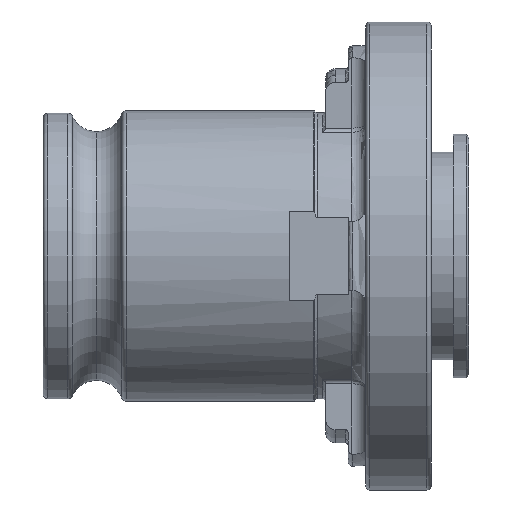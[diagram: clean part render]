
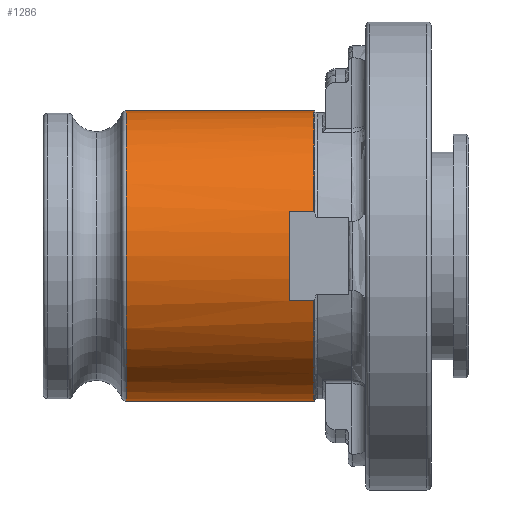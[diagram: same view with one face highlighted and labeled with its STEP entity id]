
A CAD part, front view. The second image highlights one B-rep face of the part: STEP entity #1286.
In plain terms, the highlighted cylindrical face has radius 15.5 mm (diameter 31 mm), a partial arc.
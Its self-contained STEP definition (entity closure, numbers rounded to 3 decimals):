
#355 = EDGE_CURVE ( 'NONE', #1857, #1947, #2035, .T. ) ;
#356 = EDGE_CURVE ( 'NONE', #1942, #1947, #2036, .T. ) ;
#357 = EDGE_CURVE ( 'NONE', #1939, #1942, #2024, .T. ) ;
#358 = EDGE_CURVE ( 'NONE', #1853, #1939, #2033, .T. ) ;
#359 = EDGE_CURVE ( 'NONE', #1831, #1820, #2039, .T. ) ;
#483 = AXIS2_PLACEMENT_3D ( 'NONE', #2627, #2628, #2629 ) ;
#484 = AXIS2_PLACEMENT_3D ( 'NONE', #2632, #2633, #2634 ) ;
#485 = AXIS2_PLACEMENT_3D ( 'NONE', #2638, #2639, #2640 ) ;
#589 = AXIS2_PLACEMENT_3D ( 'NONE', #3262, #3263, #3264 ) ;
#615 = AXIS2_PLACEMENT_3D ( 'NONE', #3432, #3422, #3416 ) ;
#857 = EDGE_CURVE ( 'NONE', #1853, #1856, #2279, .T. ) ;
#860 = EDGE_CURVE ( 'NONE', #1857, #1831, #2283, .T. ) ;
#861 = EDGE_CURVE ( 'NONE', #1856, #1820, #2282, .T. ) ;
#963 = EDGE_LOOP ( 'NONE', ( #1214, #1213, #1212, #1211, #1210, #1058, #1057, #1056 ) ) ;
#1056 = ORIENTED_EDGE ( 'NONE', *, *, #359, .F. ) ;
#1057 = ORIENTED_EDGE ( 'NONE', *, *, #861, .T. ) ;
#1058 = ORIENTED_EDGE ( 'NONE', *, *, #857, .T. ) ;
#1210 = ORIENTED_EDGE ( 'NONE', *, *, #358, .F. ) ;
#1211 = ORIENTED_EDGE ( 'NONE', *, *, #357, .F. ) ;
#1212 = ORIENTED_EDGE ( 'NONE', *, *, #356, .F. ) ;
#1213 = ORIENTED_EDGE ( 'NONE', *, *, #355, .T. ) ;
#1214 = ORIENTED_EDGE ( 'NONE', *, *, #860, .F. ) ;
#1286 = ADVANCED_FACE ( 'NONE', ( #2322 ), #2326, .T. ) ;
#1820 = VERTEX_POINT ( 'NONE', #4100 ) ;
#1831 = VERTEX_POINT ( 'NONE', #4111 ) ;
#1853 = VERTEX_POINT ( 'NONE', #4133 ) ;
#1856 = VERTEX_POINT ( 'NONE', #4136 ) ;
#1857 = VERTEX_POINT ( 'NONE', #4137 ) ;
#1939 = VERTEX_POINT ( 'NONE', #4219 ) ;
#1942 = VERTEX_POINT ( 'NONE', #4222 ) ;
#1947 = VERTEX_POINT ( 'NONE', #4227 ) ;
#2024 = CIRCLE ( 'NONE', #484, 15.5 ) ;
#2033 = LINE ( 'NONE', #2631, #2040 ) ;
#2035 = CIRCLE ( 'NONE', #483, 15.5 ) ;
#2036 = LINE ( 'NONE', #2626, #2037 ) ;
#2037 = VECTOR ( 'NONE', #2620, 1000. ) ;
#2039 = CIRCLE ( 'NONE', #485, 15.5 ) ;
#2040 = VECTOR ( 'NONE', #2625, 1000. ) ;
#2279 = CIRCLE ( 'NONE', #589, 15.5 ) ;
#2282 = LINE ( 'NONE', #3277, #2286 ) ;
#2283 = LINE ( 'NONE', #3273, #2284 ) ;
#2284 = VECTOR ( 'NONE', #3256, 1000. ) ;
#2286 = VECTOR ( 'NONE', #3278, 1000. ) ;
#2322 = FACE_OUTER_BOUND ( 'NONE', #963, .T. ) ;
#2326 = CYLINDRICAL_SURFACE ( 'NONE', #615, 15.5 ) ;
#2620 = DIRECTION ( 'NONE',  ( 1., 0., 0. ) ) ;
#2625 = DIRECTION ( 'NONE',  ( -1., 0., 0. ) ) ;
#2626 = CARTESIAN_POINT ( 'NONE',  ( -29.89, -14.75, -4.763 ) ) ;
#2627 = CARTESIAN_POINT ( 'NONE',  ( 28.936, 0., 0. ) ) ;
#2628 = DIRECTION ( 'NONE',  ( -1., 0., 0. ) ) ;
#2629 = DIRECTION ( 'NONE',  ( 0., 0., 1. ) ) ;
#2631 = CARTESIAN_POINT ( 'NONE',  ( -29.89, -14.75, 4.763 ) ) ;
#2632 = CARTESIAN_POINT ( 'NONE',  ( 26.3, 0., 0. ) ) ;
#2633 = DIRECTION ( 'NONE',  ( 1., 0., 0. ) ) ;
#2634 = DIRECTION ( 'NONE',  ( 0., 0., -1. ) ) ;
#2638 = CARTESIAN_POINT ( 'NONE',  ( 8.87, 0., 0. ) ) ;
#2639 = DIRECTION ( 'NONE',  ( -1., 0., 0. ) ) ;
#2640 = DIRECTION ( 'NONE',  ( 0., 0., 1. ) ) ;
#3256 = DIRECTION ( 'NONE',  ( -1., 0., 0. ) ) ;
#3262 = CARTESIAN_POINT ( 'NONE',  ( 28.936, 0., 0. ) ) ;
#3263 = DIRECTION ( 'NONE',  ( -1., 0., 0. ) ) ;
#3264 = DIRECTION ( 'NONE',  ( 0., 0., 1. ) ) ;
#3273 = CARTESIAN_POINT ( 'NONE',  ( -29.89, 0., -15.5 ) ) ;
#3277 = CARTESIAN_POINT ( 'NONE',  ( -29.89, 0., 15.5 ) ) ;
#3278 = DIRECTION ( 'NONE',  ( -1., 0., 0. ) ) ;
#3416 = DIRECTION ( 'NONE',  ( 0., 0., 1. ) ) ;
#3422 = DIRECTION ( 'NONE',  ( -1., 0., 0. ) ) ;
#3432 = CARTESIAN_POINT ( 'NONE',  ( -29.89, 0., 0. ) ) ;
#4100 = CARTESIAN_POINT ( 'NONE',  ( 8.87, 0., 15.5 ) ) ;
#4111 = CARTESIAN_POINT ( 'NONE',  ( 8.87, 0., -15.5 ) ) ;
#4133 = CARTESIAN_POINT ( 'NONE',  ( 28.936, -14.75, 4.763 ) ) ;
#4136 = CARTESIAN_POINT ( 'NONE',  ( 28.936, 0., 15.5 ) ) ;
#4137 = CARTESIAN_POINT ( 'NONE',  ( 28.936, 0., -15.5 ) ) ;
#4219 = CARTESIAN_POINT ( 'NONE',  ( 26.3, -14.75, 4.763 ) ) ;
#4222 = CARTESIAN_POINT ( 'NONE',  ( 26.3, -14.75, -4.763 ) ) ;
#4227 = CARTESIAN_POINT ( 'NONE',  ( 28.936, -14.75, -4.763 ) ) ;
